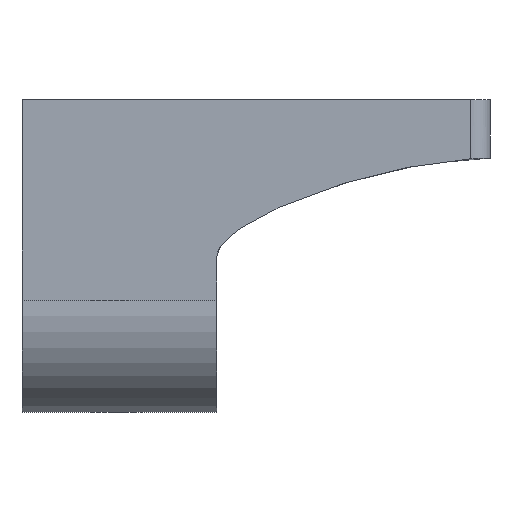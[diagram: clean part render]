
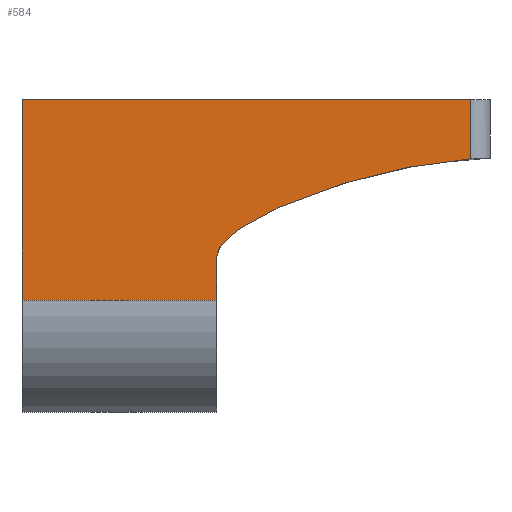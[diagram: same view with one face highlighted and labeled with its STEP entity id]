
A CAD part, left-side view. The second image highlights one B-rep face of the part: STEP entity #584.
In plain terms, the highlighted planar face has unit normal (-1, 0, 0).
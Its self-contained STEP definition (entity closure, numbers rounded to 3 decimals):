
#24=PLANE('',#638);
#74=FACE_OUTER_BOUND('',#107,.T.);
#107=EDGE_LOOP('',(#457,#458,#459,#460,#461,#462));
#141=LINE('',#1016,#195);
#145=LINE('',#1030,#199);
#152=LINE('',#1046,#206);
#162=LINE('',#1066,#216);
#163=LINE('',#1067,#217);
#195=VECTOR('',#685,5.);
#199=VECTOR('',#697,5.139);
#206=VECTOR('',#710,1.109);
#216=VECTOR('',#730,1.516);
#217=VECTOR('',#731,11.5);
#246=B_SPLINE_CURVE_WITH_KNOTS('',3,(#879,#880,#881,#882),.UNSPECIFIED.,
 .F.,.F.,(4,4),(0.06,1.),.UNSPECIFIED.);
#261=VERTEX_POINT('',#852);
#262=VERTEX_POINT('',#878);
#274=VERTEX_POINT('',#1010);
#276=VERTEX_POINT('',#1014);
#282=VERTEX_POINT('',#1029);
#293=VERTEX_POINT('',#1065);
#317=EDGE_CURVE('',#261,#262,#246,.T.);
#333=EDGE_CURVE('',#274,#276,#141,.T.);
#339=EDGE_CURVE('',#282,#274,#145,.T.);
#348=EDGE_CURVE('',#262,#276,#152,.T.);
#360=EDGE_CURVE('',#261,#293,#162,.T.);
#361=EDGE_CURVE('',#293,#282,#163,.T.);
#457=ORIENTED_EDGE('',*,*,#317,.F.);
#458=ORIENTED_EDGE('',*,*,#360,.T.);
#459=ORIENTED_EDGE('',*,*,#361,.T.);
#460=ORIENTED_EDGE('',*,*,#339,.T.);
#461=ORIENTED_EDGE('',*,*,#333,.T.);
#462=ORIENTED_EDGE('',*,*,#348,.F.);
#584=ADVANCED_FACE('',(#74),#24,.T.);
#638=AXIS2_PLACEMENT_3D('',#1064,#728,#729);
#685=DIRECTION('',(0.,-1.,0.));
#697=DIRECTION('',(0.,0.,-1.));
#710=DIRECTION('',(0.,0.,-1.));
#728=DIRECTION('center_axis',(-1.,0.,0.));
#729=DIRECTION('ref_axis',(0.,0.,1.));
#730=DIRECTION('',(0.,0.,1.));
#731=DIRECTION('',(0.,1.,0.));
#852=CARTESIAN_POINT('',(-2.6,-6.5,3.984));
#878=CARTESIAN_POINT('',(-2.6,0.,1.47));
#879=CARTESIAN_POINT('Ctrl Pts',(-2.6,-6.5,3.984));
#880=CARTESIAN_POINT('Ctrl Pts',(-2.6,-3.816,3.816));
#881=CARTESIAN_POINT('Ctrl Pts',(-2.6,0.,
2.392));
#882=CARTESIAN_POINT('Ctrl Pts',(-2.6,0.,1.47));
#1010=CARTESIAN_POINT('',(-2.6,5.,0.361));
#1014=CARTESIAN_POINT('',(-2.6,0.,0.361));
#1016=CARTESIAN_POINT('',(-2.6,5.,0.361));
#1029=CARTESIAN_POINT('',(-2.6,5.,5.5));
#1030=CARTESIAN_POINT('',(-2.6,5.,5.5));
#1046=CARTESIAN_POINT('',(-2.6,0.,1.47));
#1064=CARTESIAN_POINT('Origin',(-2.6,10.671,2.625));
#1065=CARTESIAN_POINT('',(-2.6,-6.5,5.5));
#1066=CARTESIAN_POINT('',(-2.6,-6.5,3.984));
#1067=CARTESIAN_POINT('',(-2.6,-6.5,5.5));
